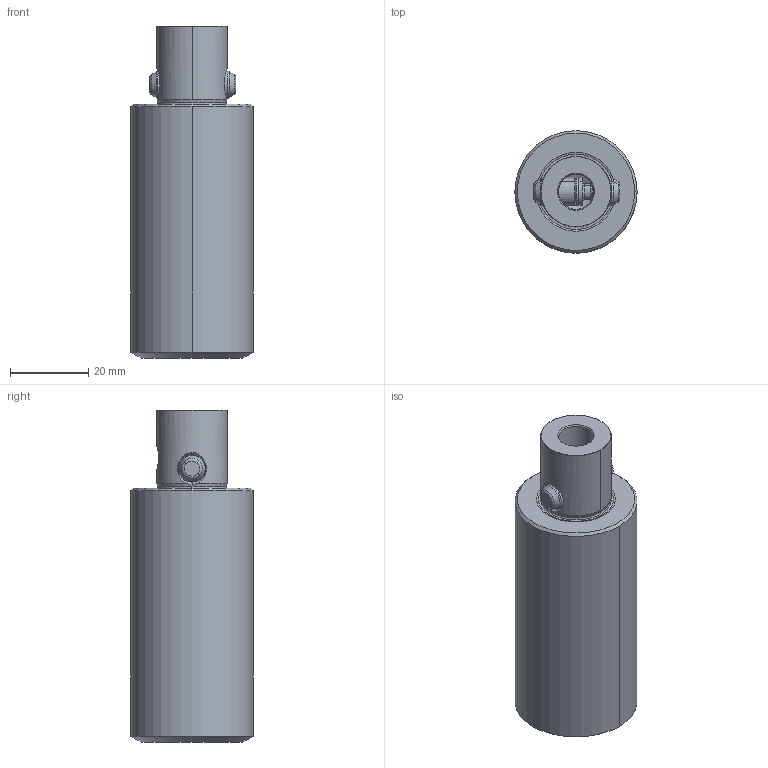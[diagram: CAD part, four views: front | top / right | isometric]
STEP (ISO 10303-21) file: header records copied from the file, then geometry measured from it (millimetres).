
FILE_DESCRIPTION(('no description'),'unknown implementation level');
FILE_NAME('EAE579A8-35E7-4660-87EB-FDDDAB34ABB4_export.stp',' ',('CIMSOURCE GmbH'),('CADClick - KiM GmbH - www.kimweb.de'),'unknown preprocess','ACIS','unknown authorization');
FILE_SCHEMA(('automotive_design'));
Length unit declared in the file: millimetre
Products named in the file (3): 335.531 Kaiser CK3 X D31 X 65|335.531 Kaiser CK3 X D31 X 65_Standard;NONE; 335.531 Kaiser CK3 X D31 X 65|691.503 Kaiser ETL �7 X 22K_Standard|692.272 O-Ring_Standard;NONE; 335.531 Kaiser CK3 X D31 X 65|691.503 Kaiser ETL �7 X 22K_Standard|691.523 Mitnehmerbolzen_Standard;NONE
Bounding box: 31.3 x 31.3 x 85 mm (x, y, z)
Volume: 53789.8 mm3; surface area: 10241.3 mm2
Topology: 3 solids, 3 shells, 84 faces, 187 edges, 106 vertices
Faces by surface type: cone 28, torus 24, cylinder 22, plane 10
Entity records: 4885 total; most frequent: CARTESIAN_POINT 784, DIRECTION 459, STYLED_ITEM 376, PRESENTATION_STYLE_ASSIGNMENT 376, COLOUR_RGB 376, ORIENTED_EDGE 366, AXIS2_PLACEMENT_3D 203, EDGE_CURVE 183
